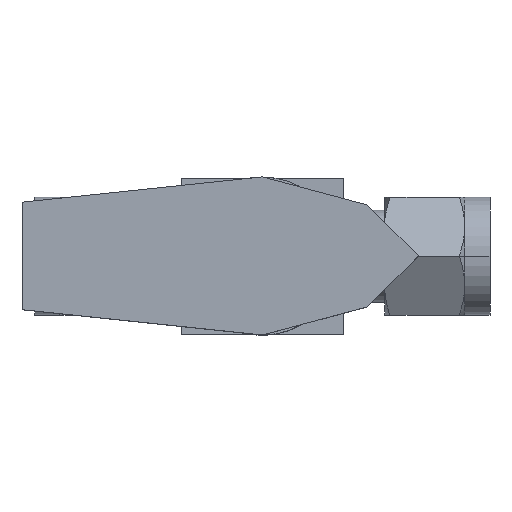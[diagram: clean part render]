
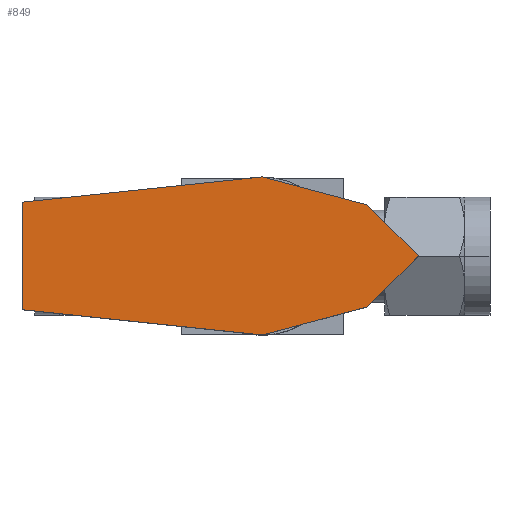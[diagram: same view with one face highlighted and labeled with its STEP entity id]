
A CAD part, top view. The second image highlights one B-rep face of the part: STEP entity #849.
In plain terms, the highlighted planar face has unit normal (0, 0, 1).
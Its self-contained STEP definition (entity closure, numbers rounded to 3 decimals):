
#786=CARTESIAN_POINT('POINT49',(12.664,
   -6.132,39.116));
#787=VERTEX_POINT('VERTEX49',#786);
#788=CARTESIAN_POINT('POINT50',(18.796,0.,39.116));
#789=VERTEX_POINT('VERTEX50',#788);
#790=CARTESIAN_POINT('POS52',(9.459,
   -9.337,39.116));
#791=DIRECTION('DIR83',(0.707,0.707,
   0.));
#792=VECTOR('VEC21',#791,25.4);
#793=LINE('STRAIGHT21',#790,#792);
#794=EDGE_CURVE('EDGE81',#787,#789,#793,.T.);
#795=ORIENTED_EDGE('COEDGE157',*,*,#794,.T.);
#796=CARTESIAN_POINT('POINT51',(12.664,
   6.132,39.116));
#797=VERTEX_POINT('VERTEX51',#796);
#798=CARTESIAN_POINT('POS53',(9.459,
   9.337,39.116));
#799=DIRECTION('DIR84',(-0.707,0.707,
   0.));
#800=VECTOR('VEC22',#799,25.4);
#801=LINE('STRAIGHT22',#798,#800);
#802=EDGE_CURVE('EDGE82',#789,#797,#801,.T.);
#803=ORIENTED_EDGE('COEDGE158',*,*,#802,.T.);
#804=CARTESIAN_POINT('POINT52',(0.,9.525,39.116));
#805=VERTEX_POINT('VERTEX52',#804);
#806=CARTESIAN_POINT('POS54',(10.352,6.751
   ,39.116));
#807=DIRECTION('DIR85',(-0.966,0.259,
   0.));
#808=VECTOR('VEC23',#807,25.4);
#809=LINE('STRAIGHT23',#806,#808);
#810=EDGE_CURVE('EDGE83',#797,#805,#809,.T.);
#811=ORIENTED_EDGE('COEDGE159',*,*,#810,.T.);
#812=CARTESIAN_POINT('POINT53',(-28.956,6.482,
   39.116));
#813=VERTEX_POINT('VERTEX53',#812);
#814=CARTESIAN_POINT('POS55',(-14.88,
   7.961,39.116));
#815=DIRECTION('DIR86',(-0.995,-0.105,
   0.));
#816=VECTOR('VEC24',#815,25.4);
#817=LINE('STRAIGHT24',#814,#816);
#818=EDGE_CURVE('EDGE84',#805,#813,#817,.T.);
#819=ORIENTED_EDGE('COEDGE160',*,*,#818,.T.);
#820=CARTESIAN_POINT('POINT54',(-28.956,-6.482,
   39.116));
#821=VERTEX_POINT('VERTEX54',#820);
#822=CARTESIAN_POINT('POS56',(-28.956,0.,39.116));
#823=DIRECTION('DIR87',(0.,-1.,0.));
#824=VECTOR('VEC25',#823,25.4);
#825=LINE('STRAIGHT25',#822,#824);
#826=EDGE_CURVE('EDGE85',#813,#821,#825,.T.);
#827=ORIENTED_EDGE('COEDGE161',*,*,#826,.T.);
#828=CARTESIAN_POINT('POINT55',(0.,-9.525,39.116));
#829=VERTEX_POINT('VERTEX55',#828);
#830=CARTESIAN_POINT('POS57',(-14.88,
   -7.961,39.116));
#831=DIRECTION('DIR88',(0.995,-0.105,
   0.));
#832=VECTOR('VEC26',#831,25.4);
#833=LINE('STRAIGHT26',#830,#832);
#834=EDGE_CURVE('EDGE86',#821,#829,#833,.T.);
#835=ORIENTED_EDGE('COEDGE162',*,*,#834,.T.);
#836=CARTESIAN_POINT('POS58',(10.352,
   -6.751,39.116));
#837=DIRECTION('DIR89',(0.966,0.259,
   0.));
#838=VECTOR('VEC27',#837,25.4);
#839=LINE('STRAIGHT27',#836,#838);
#840=EDGE_CURVE('EDGE87',#829,#787,#839,.T.);
#841=ORIENTED_EDGE('COEDGE163',*,*,#840,.T.);
#842=EDGE_LOOP('NONE',(#795,#803,#811,#819,#827,#835,#841));
#843=FACE_BOUND('LOOP1',#842,.T.);
#844=CARTESIAN_POINT('POS59',(-5.08,0.,39.116));
#845=DIRECTION('DIR90',(0.,0.,1.));
#846=DIRECTION('DIR91',(1.,0.,0.));
#847=AXIS2_PLACEMENT_3D('AXIS32',#844,#845,#846);
#848=PLANE('PLANE13',#847);
#849=ADVANCED_FACE('FACE39',(#843),#848,.T.);
